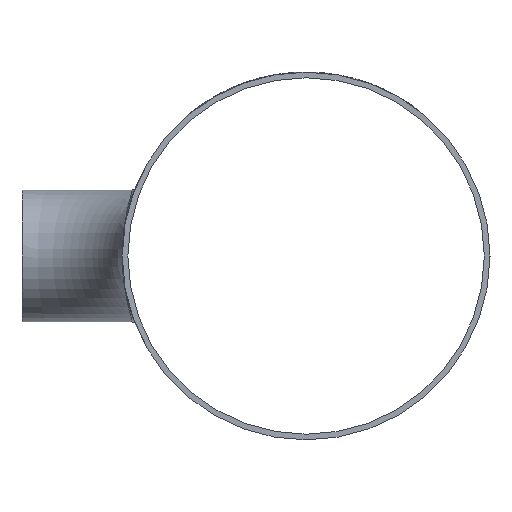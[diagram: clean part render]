
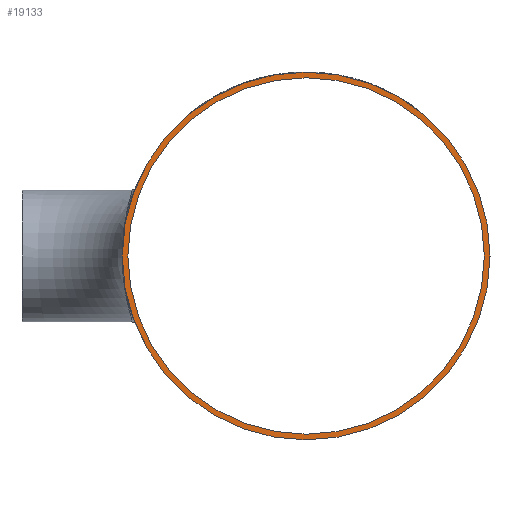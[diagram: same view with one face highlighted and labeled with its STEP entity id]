
A CAD part, left-side view. The second image highlights one B-rep face of the part: STEP entity #19133.
In plain terms, the highlighted planar face has unit normal (-1, 0, 0).
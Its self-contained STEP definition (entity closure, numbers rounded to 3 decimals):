
#1325 = CARTESIAN_POINT ( 'NONE',  ( -229., -130., 0. ) ) ;
#1772 = DIRECTION ( 'NONE',  ( 0., 0., -1. ) ) ;
#5429 = CIRCLE ( 'NONE', #25136, 81.55 ) ;
#6132 = DIRECTION ( 'NONE',  ( 0., 0., -1. ) ) ;
#6353 = FACE_BOUND ( 'NONE', #10535, .T. ) ;
#9658 = CARTESIAN_POINT ( 'NONE',  ( -229., -130., -84.15 ) ) ;
#10535 = EDGE_LOOP ( 'NONE', ( #13367 ) ) ;
#11491 = ORIENTED_EDGE ( 'NONE', *, *, #30082, .F. ) ;
#12491 = DIRECTION ( 'NONE',  ( 1., 0., 0. ) ) ;
#13256 = CARTESIAN_POINT ( 'NONE',  ( -229., -130., 0. ) ) ;
#13367 = ORIENTED_EDGE ( 'NONE', *, *, #15527, .T. ) ;
#13438 = DIRECTION ( 'NONE',  ( 1., 0., 0. ) ) ;
#13708 = DIRECTION ( 'NONE',  ( 0., 0., -1. ) ) ;
#15527 = EDGE_CURVE ( 'NONE', #37751, #37751, #5429, .T. ) ;
#19133 = ADVANCED_FACE ( 'NONE', ( #6353, #34221 ), #44755, .F. ) ;
#25136 = AXIS2_PLACEMENT_3D ( 'NONE', #13256, #41824, #13708 ) ;
#27242 = VERTEX_POINT ( 'NONE', #9658 ) ;
#30082 = EDGE_CURVE ( 'NONE', #27242, #27242, #33520, .T. ) ;
#33494 = AXIS2_PLACEMENT_3D ( 'NONE', #1325, #12491, #1772 ) ;
#33520 = CIRCLE ( 'NONE', #33494, 84.15 ) ;
#34221 = FACE_OUTER_BOUND ( 'NONE', #43967, .T. ) ;
#37433 = CARTESIAN_POINT ( 'NONE',  ( -229., -130., 0. ) ) ;
#37751 = VERTEX_POINT ( 'NONE', #41876 ) ;
#41824 = DIRECTION ( 'NONE',  ( 1., 0., 0. ) ) ;
#41876 = CARTESIAN_POINT ( 'NONE',  ( -229., -130., -81.55 ) ) ;
#42455 = AXIS2_PLACEMENT_3D ( 'NONE', #37433, #13438, #6132 ) ;
#43967 = EDGE_LOOP ( 'NONE', ( #11491 ) ) ;
#44755 = PLANE ( 'NONE',  #42455 ) ;
